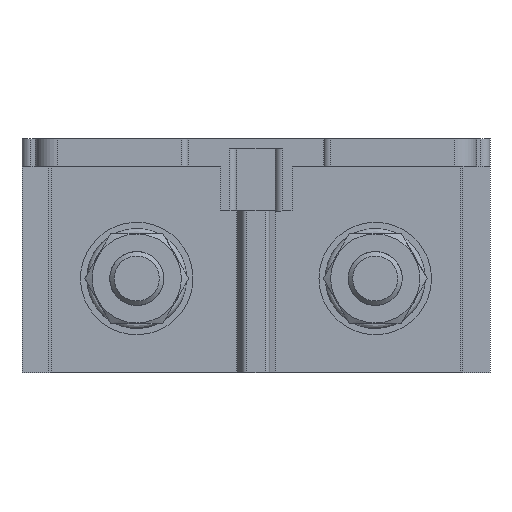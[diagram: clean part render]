
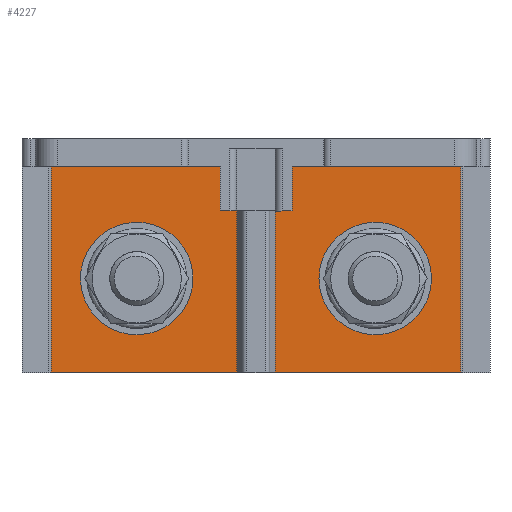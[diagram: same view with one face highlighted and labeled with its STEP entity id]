
A CAD part, front view. The second image highlights one B-rep face of the part: STEP entity #4227.
In plain terms, the highlighted planar face has unit normal (0, -1, 0).
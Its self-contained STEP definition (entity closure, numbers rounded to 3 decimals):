
#247=CIRCLE('',#4450,4.924);
#248=CIRCLE('',#4452,4.924);
#938=ORIENTED_EDGE('',*,*,#1504,.T.);
#939=ORIENTED_EDGE('',*,*,#1505,.T.);
#940=ORIENTED_EDGE('',*,*,#1203,.T.);
#941=ORIENTED_EDGE('',*,*,#1506,.T.);
#942=ORIENTED_EDGE('',*,*,#1388,.T.);
#943=ORIENTED_EDGE('',*,*,#1503,.F.);
#1203=EDGE_CURVE('',#1603,#1644,#1937,.T.);
#1388=EDGE_CURVE('',#1756,#1758,#2089,.T.);
#1503=EDGE_CURVE('',#1837,#1837,#247,.T.);
#1504=EDGE_CURVE('',#1838,#1838,#248,.T.);
#1505=EDGE_CURVE('',#1758,#1603,#2123,.T.);
#1506=EDGE_CURVE('',#1644,#1756,#2124,.T.);
#1603=VERTEX_POINT('',#5252);
#1644=VERTEX_POINT('',#5335);
#1756=VERTEX_POINT('',#5701);
#1758=VERTEX_POINT('',#5706);
#1837=VERTEX_POINT('',#6436);
#1838=VERTEX_POINT('',#6439);
#1937=LINE('',#5336,#2195);
#2089=LINE('',#5707,#2347);
#2123=LINE('',#6441,#2381);
#2124=LINE('',#6442,#2382);
#2195=VECTOR('',#4579,1000.);
#2347=VECTOR('',#4941,1000.);
#2381=VECTOR('',#5089,1000.);
#2382=VECTOR('',#5090,1000.);
#2552=EDGE_LOOP('',(#938));
#2553=EDGE_LOOP('',(#939,#940,#941,#942));
#2554=EDGE_LOOP('',(#943));
#2751=FACE_BOUND('',#2552,.T.);
#2752=FACE_BOUND('',#2553,.T.);
#2753=FACE_BOUND('',#2554,.T.);
#2894=PLANE('',#4453);
#4227=ADVANCED_FACE('',(#2751,#2752,#2753),#2894,.T.);
#4450=AXIS2_PLACEMENT_3D('',#6435,#5081,#5082);
#4452=AXIS2_PLACEMENT_3D('',#6438,#5085,#5086);
#4453=AXIS2_PLACEMENT_3D('',#6440,#5087,#5088);
#4579=DIRECTION('',(-1.,0.,0.));
#4941=DIRECTION('',(1.,0.,0.));
#5081=DIRECTION('',(0.,-1.,0.));
#5082=DIRECTION('',(-1.,0.,0.));
#5085=DIRECTION('',(0.,1.,0.));
#5086=DIRECTION('',(-0.5,0.,0.866));
#5087=DIRECTION('',(0.,-1.,0.));
#5088=DIRECTION('',(1.,0.,0.));
#5089=DIRECTION('',(0.,0.,1.));
#5090=DIRECTION('',(0.,0.,-1.));
#5252=CARTESIAN_POINT('',(22.75,-5.4,-3.));
#5335=CARTESIAN_POINT('',(-22.75,-5.4,-3.));
#5336=CARTESIAN_POINT('',(-46.312,-5.4,-3.));
#5701=CARTESIAN_POINT('',(-22.75,-5.4,-26.));
#5706=CARTESIAN_POINT('',(22.75,-5.4,-26.));
#5707=CARTESIAN_POINT('',(22.75,-5.4,-26.));
#6435=CARTESIAN_POINT('',(13.25,-5.4,-15.5));
#6436=CARTESIAN_POINT('',(8.326,-5.4,-15.5));
#6438=CARTESIAN_POINT('',(-13.25,-5.4,-15.5));
#6439=CARTESIAN_POINT('',(-15.712,-5.4,-11.236));
#6440=CARTESIAN_POINT('',(0.,-5.4,-15.5));
#6441=CARTESIAN_POINT('',(22.75,-5.4,-25.));
#6442=CARTESIAN_POINT('',(-22.75,-5.4,-6.));
